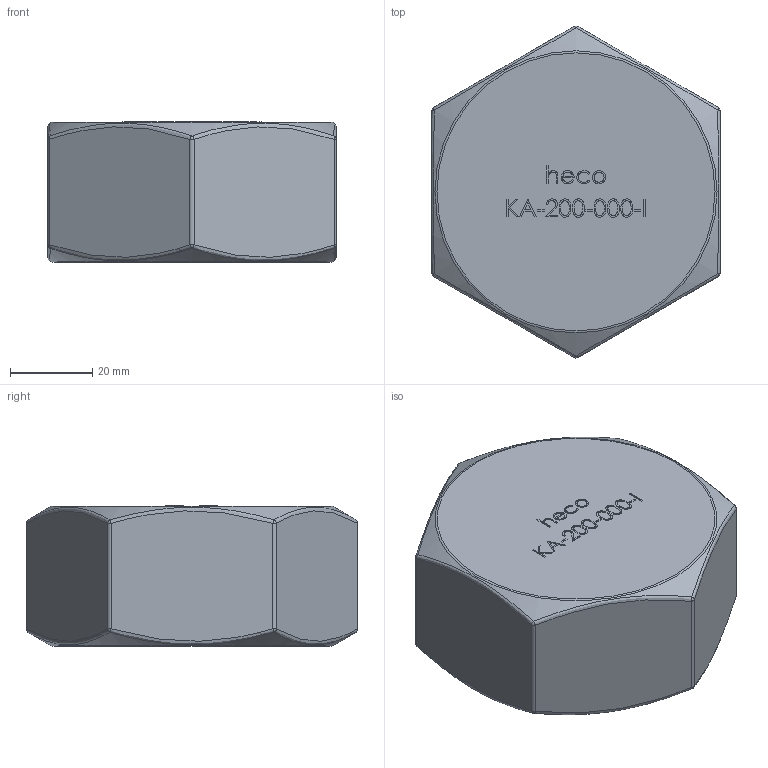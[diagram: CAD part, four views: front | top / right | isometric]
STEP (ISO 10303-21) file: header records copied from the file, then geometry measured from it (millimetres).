
FILE_DESCRIPTION (( 'STEP AP214' ), '1' );
FILE_NAME ('KA-200-000-I 2310.STEP', '2023-10-10T12:28:56', ( '' ), ( '' ), 'SwSTEP 2.0', 'SolidWorks 2019', '' );
FILE_SCHEMA (( 'AUTOMOTIVE_DESIGN' ));
Length unit declared in the file: millimetre
Products named in the file (1): KA-200-000-I 2310
Bounding box: 70 x 80.52 x 34.04 mm (x, y, z)
Volume: 67094.7 mm3; surface area: 21199.6 mm2
Topology: 1 solids, 1 shells, 213 faces, 527 edges, 337 vertices
Faces by surface type: bspline 98, plane 90, sphere 12, cylinder 7, cone 3, torus 3
Full cylindrical faces by diameter (mm): 56.656 x1
Entity records: 14523 total; most frequent: CARTESIAN_POINT 8239, ORIENTED_EDGE 1018, DIRECTION 589, EDGE_CURVE 509, VERTEX_POINT 330, LINE 269, VECTOR 269, EDGE_LOOP 245
